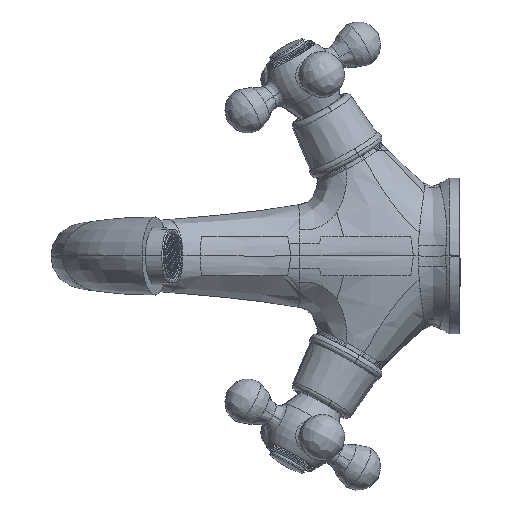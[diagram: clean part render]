
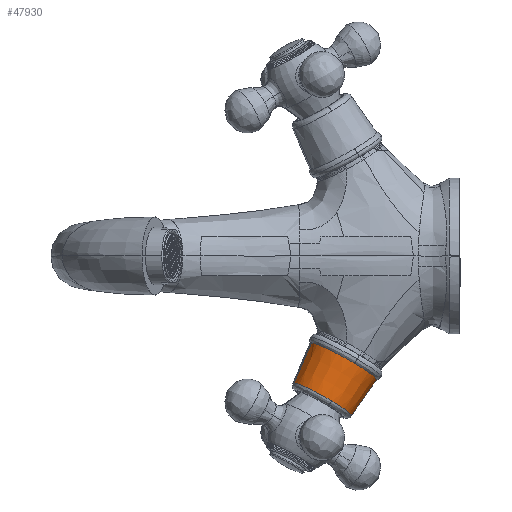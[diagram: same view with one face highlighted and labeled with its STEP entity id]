
A CAD part, left-side view. The second image highlights one B-rep face of the part: STEP entity #47930.
In plain terms, the highlighted conical face has half-angle 5.84 degrees and reference radius 15.545 mm.
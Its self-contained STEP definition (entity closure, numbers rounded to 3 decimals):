
#1932 = EDGE_CURVE ( 'NONE', #41568, #140366, #65519, .T. ) ;
#2396 = CARTESIAN_POINT ( 'NONE',  ( 13.722, 0., -225.124 ) ) ;
#9301 = DIRECTION ( 'NONE',  ( 0., 0., -1. ) ) ;
#9692 = CARTESIAN_POINT ( 'NONE',  ( 0., 0., -242.947 ) ) ;
#11387 = CIRCLE ( 'NONE', #92305, 15.545 ) ;
#13905 = ORIENTED_EDGE ( 'NONE', *, *, #55332, .T. ) ;
#14054 = AXIS2_PLACEMENT_3D ( 'NONE', #9692, #156049, #34208 ) ;
#17216 = CONICAL_SURFACE ( 'NONE', #24784, 15.545, 0.102 ) ;
#19681 = CARTESIAN_POINT ( 'NONE',  ( -15.544, 0., -242.947 ) ) ;
#20373 = FACE_OUTER_BOUND ( 'NONE', #45546, .T. ) ;
#21776 = VECTOR ( 'NONE', #113786, 1000. ) ;
#24784 = AXIS2_PLACEMENT_3D ( 'NONE', #129516, #117631, #155572 ) ;
#27158 = CARTESIAN_POINT ( 'NONE',  ( 0., 0., -225.124 ) ) ;
#27938 = DIRECTION ( 'NONE',  ( 0., 0., -1. ) ) ;
#28138 = CARTESIAN_POINT ( 'NONE',  ( 15.545, 0., -242.947 ) ) ;
#28884 = EDGE_CURVE ( 'NONE', #127873, #140366, #72235, .T. ) ;
#31449 = CARTESIAN_POINT ( 'NONE',  ( -15.544, 0., -242.947 ) ) ;
#32975 = CIRCLE ( 'NONE', #116365, 13.722 ) ;
#34208 = DIRECTION ( 'NONE',  ( 0., -1., 0. ) ) ;
#35707 = DIRECTION ( 'NONE',  ( 0., 0., 1. ) ) ;
#36084 = CARTESIAN_POINT ( 'NONE',  ( 0., -13.722, -225.124 ) ) ;
#36476 = CARTESIAN_POINT ( 'NONE',  ( 0., 0., -242.947 ) ) ;
#41568 = VERTEX_POINT ( 'NONE', #2396 ) ;
#45546 = EDGE_LOOP ( 'NONE', ( #100862, #137180, #62905, #13905, #113167, #148102 ) ) ;
#47930 = ADVANCED_FACE ( 'NONE', ( #20373 ), #17216, .T. ) ;
#50256 = EDGE_CURVE ( 'NONE', #41568, #86294, #85647, .T. ) ;
#52452 = DIRECTION ( 'NONE',  ( 0., -1., 0. ) ) ;
#55332 = EDGE_CURVE ( 'NONE', #92621, #103829, #67065, .T. ) ;
#60339 = AXIS2_PLACEMENT_3D ( 'NONE', #82078, #9301, #67124 ) ;
#61006 = DIRECTION ( 'NONE',  ( 0., -1., 0. ) ) ;
#62905 = ORIENTED_EDGE ( 'NONE', *, *, #78721, .T. ) ;
#65519 = LINE ( 'NONE', #91581, #121100 ) ;
#67065 = LINE ( 'NONE', #31449, #21776 ) ;
#67124 = DIRECTION ( 'NONE',  ( 0., -1., 0. ) ) ;
#72235 = CIRCLE ( 'NONE', #14054, 15.545 ) ;
#78721 = EDGE_CURVE ( 'NONE', #86294, #92621, #32975, .T. ) ;
#82078 = CARTESIAN_POINT ( 'NONE',  ( 0., 0., -225.124 ) ) ;
#85647 = CIRCLE ( 'NONE', #60339, 13.722 ) ;
#86294 = VERTEX_POINT ( 'NONE', #36084 ) ;
#91581 = CARTESIAN_POINT ( 'NONE',  ( 15.545, 0., -242.947 ) ) ;
#92305 = AXIS2_PLACEMENT_3D ( 'NONE', #36476, #35707, #61006 ) ;
#92621 = VERTEX_POINT ( 'NONE', #154105 ) ;
#100862 = ORIENTED_EDGE ( 'NONE', *, *, #1932, .F. ) ;
#103829 = VERTEX_POINT ( 'NONE', #19681 ) ;
#108755 = CARTESIAN_POINT ( 'NONE',  ( 0., -15.545, -242.947 ) ) ;
#110439 = EDGE_CURVE ( 'NONE', #103829, #127873, #11387, .T. ) ;
#113167 = ORIENTED_EDGE ( 'NONE', *, *, #110439, .T. ) ;
#113786 = DIRECTION ( 'NONE',  ( -0.102, 0., -0.995 ) ) ;
#116365 = AXIS2_PLACEMENT_3D ( 'NONE', #27158, #27938, #52452 ) ;
#117631 = DIRECTION ( 'NONE',  ( 0., 0., -1. ) ) ;
#121100 = VECTOR ( 'NONE', #126420, 1000. ) ;
#126420 = DIRECTION ( 'NONE',  ( 0.102, 0., -0.995 ) ) ;
#127873 = VERTEX_POINT ( 'NONE', #108755 ) ;
#129516 = CARTESIAN_POINT ( 'NONE',  ( 0., 0., -242.947 ) ) ;
#137180 = ORIENTED_EDGE ( 'NONE', *, *, #50256, .T. ) ;
#140366 = VERTEX_POINT ( 'NONE', #28138 ) ;
#148102 = ORIENTED_EDGE ( 'NONE', *, *, #28884, .T. ) ;
#154105 = CARTESIAN_POINT ( 'NONE',  ( -13.721, 0., -225.124 ) ) ;
#155572 = DIRECTION ( 'NONE',  ( -1., 0., 0. ) ) ;
#156049 = DIRECTION ( 'NONE',  ( 0., 0., 1. ) ) ;
